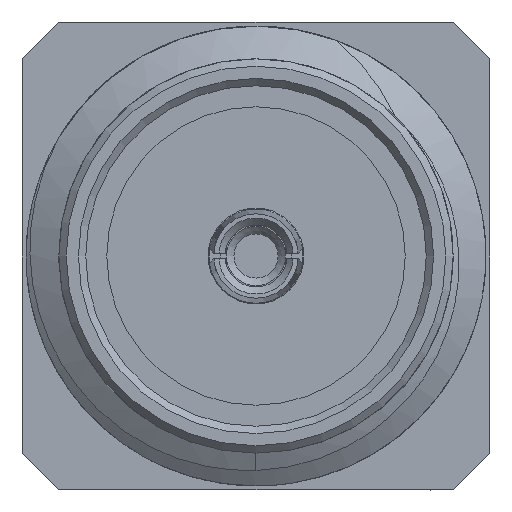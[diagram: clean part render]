
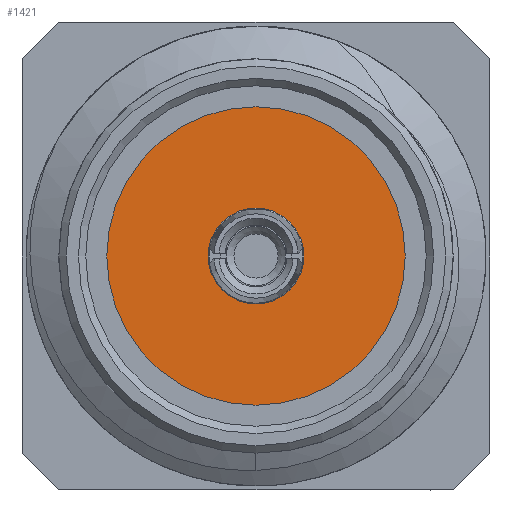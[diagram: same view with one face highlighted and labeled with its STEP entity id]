
A CAD part, front view. The second image highlights one B-rep face of the part: STEP entity #1421.
In plain terms, the highlighted face is planar.
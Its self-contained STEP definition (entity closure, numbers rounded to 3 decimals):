
#63=FACE_BOUND('',#240,.T.);
#79=PLANE('',#1562);
#157=FACE_OUTER_BOUND('',#239,.T.);
#239=EDGE_LOOP('',(#1086,#1087));
#240=EDGE_LOOP('',(#1088,#1089));
#557=CIRCLE('',#1553,2.025);
#558=CIRCLE('',#1554,2.025);
#560=CIRCLE('',#1557,0.65);
#561=CIRCLE('',#1558,0.65);
#632=VERTEX_POINT('',#2223);
#633=VERTEX_POINT('',#2225);
#634=VERTEX_POINT('',#2230);
#635=VERTEX_POINT('',#2231);
#797=EDGE_CURVE('',#632,#633,#557,.T.);
#798=EDGE_CURVE('',#633,#632,#558,.T.);
#800=EDGE_CURVE('',#634,#635,#560,.T.);
#801=EDGE_CURVE('',#635,#634,#561,.T.);
#1086=ORIENTED_EDGE('',*,*,#798,.F.);
#1087=ORIENTED_EDGE('',*,*,#797,.F.);
#1088=ORIENTED_EDGE('',*,*,#800,.T.);
#1089=ORIENTED_EDGE('',*,*,#801,.T.);
#1421=ADVANCED_FACE('',(#157,#63),#79,.T.);
#1553=AXIS2_PLACEMENT_3D('',#2226,#1788,#1789);
#1554=AXIS2_PLACEMENT_3D('',#2227,#1790,#1791);
#1557=AXIS2_PLACEMENT_3D('',#2232,#1796,#1797);
#1558=AXIS2_PLACEMENT_3D('',#2233,#1798,#1799);
#1562=AXIS2_PLACEMENT_3D('',#2240,#1807,#1808);
#1788=DIRECTION('center_axis',(0.,0.,-1.));
#1789=DIRECTION('ref_axis',(-1.,0.,0.));
#1790=DIRECTION('center_axis',(0.,0.,-1.));
#1791=DIRECTION('ref_axis',(-1.,0.,0.));
#1796=DIRECTION('center_axis',(0.,0.,-1.));
#1797=DIRECTION('ref_axis',(-1.,0.,0.));
#1798=DIRECTION('center_axis',(0.,0.,-1.));
#1799=DIRECTION('ref_axis',(-1.,0.,0.));
#1807=DIRECTION('center_axis',(0.,0.,1.));
#1808=DIRECTION('ref_axis',(1.,0.,0.));
#2223=CARTESIAN_POINT('',(2.025,0.775,7.5));
#2225=CARTESIAN_POINT('',(-2.025,0.775,7.5));
#2226=CARTESIAN_POINT('Origin',(0.,0.775,
7.5));
#2227=CARTESIAN_POINT('Origin',(0.,0.775,
7.5));
#2230=CARTESIAN_POINT('',(-0.65,0.775,7.5));
#2231=CARTESIAN_POINT('',(0.65,0.775,7.5));
#2232=CARTESIAN_POINT('Origin',(0.,0.775,
7.5));
#2233=CARTESIAN_POINT('Origin',(0.,0.775,
7.5));
#2240=CARTESIAN_POINT('Origin',(0.,0.775,
7.5));
